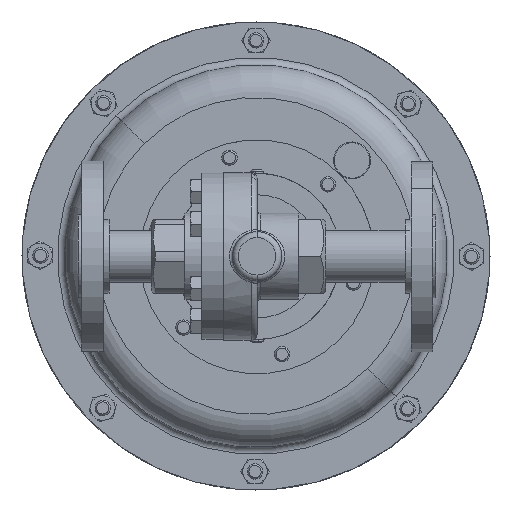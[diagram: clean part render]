
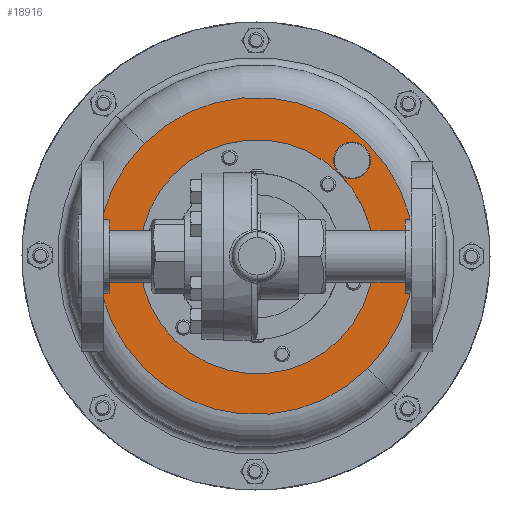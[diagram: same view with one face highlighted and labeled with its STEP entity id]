
A CAD part, front view. The second image highlights one B-rep face of the part: STEP entity #18916.
In plain terms, the highlighted planar face has unit normal (0, -1, 0).
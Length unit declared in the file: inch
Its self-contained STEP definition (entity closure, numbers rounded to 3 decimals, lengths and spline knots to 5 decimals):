
#57 = ORIENTED_EDGE ( 'NONE', *, *, #4892, .T. ) ;
#66 = VERTEX_POINT ( 'NONE', #4182 ) ;
#187 = VERTEX_POINT ( 'NONE', #9142 ) ;
#1735 = VERTEX_POINT ( 'NONE', #12135 ) ;
#1756 = CARTESIAN_POINT ( 'NONE',  ( 1.52775, 9.31137, 3.28705 ) ) ;
#2224 = DIRECTION ( 'NONE',  ( 0., 1., 0. ) ) ;
#2415 = CARTESIAN_POINT ( 'NONE',  ( 1.5439, 9.31137, 3.271 ) ) ;
#3071 = DIRECTION ( 'NONE',  ( 0., 1., 0. ) ) ;
#3158 = CIRCLE ( 'NONE', #11693, 2.375 ) ;
#3239 = AXIS2_PLACEMENT_3D ( 'NONE', #12036, #2224, #13668 ) ;
#3318 = ORIENTED_EDGE ( 'NONE', *, *, #4666, .T. ) ;
#3331 = EDGE_LOOP ( 'NONE', ( #5387, #15265, #5829, #3318, #7101, #57 ) ) ;
#3349 = VERTEX_POINT ( 'NONE', #15269 ) ;
#3370 = CARTESIAN_POINT ( 'NONE',  ( 3.70572, 9.31137, 4.93004 ) ) ;
#3404 = DIRECTION ( 'NONE',  ( -0.705, 0., 0.709 ) ) ;
#3928 = ORIENTED_EDGE ( 'NONE', *, *, #13283, .F. ) ;
#4074 = DIRECTION ( 'NONE',  ( -0.713, 0., 0.701 ) ) ;
#4182 = CARTESIAN_POINT ( 'NONE',  ( 3.79863, 9.31137, 1.00559 ) ) ;
#4508 = VERTEX_POINT ( 'NONE', #3370 ) ;
#4625 = VERTEX_POINT ( 'NONE', #20131 ) ;
#4666 = EDGE_CURVE ( 'NONE', #13266, #187, #3158, .T. ) ;
#4680 = CARTESIAN_POINT ( 'NONE',  ( 3.47681, 9.31137, 5.22707 ) ) ;
#4892 = EDGE_CURVE ( 'NONE', #1735, #6107, #4969, .T. ) ;
#4969 = CIRCLE ( 'NONE', #6794, 2.375 ) ;
#5305 = CARTESIAN_POINT ( 'NONE',  ( 1.52775, 9.31137, 3.28705 ) ) ;
#5349 = EDGE_CURVE ( 'NONE', #4508, #13266, #12350, .T. ) ;
#5387 = ORIENTED_EDGE ( 'NONE', *, *, #10412, .T. ) ;
#5829 = ORIENTED_EDGE ( 'NONE', *, *, #5349, .T. ) ;
#6107 = VERTEX_POINT ( 'NONE', #17330 ) ;
#6331 = DIRECTION ( 'NONE',  ( -0.61, 0., 0.792 ) ) ;
#6794 = AXIS2_PLACEMENT_3D ( 'NONE', #19414, #9667, #21059 ) ;
#6941 = DIRECTION ( 'NONE',  ( -0.705, 0., 0.709 ) ) ;
#7101 = ORIENTED_EDGE ( 'NONE', *, *, #8552, .T. ) ;
#8315 = DIRECTION ( 'NONE',  ( 0., 1., 0. ) ) ;
#8552 = EDGE_CURVE ( 'NONE', #187, #1735, #13720, .T. ) ;
#8820 = ORIENTED_EDGE ( 'NONE', *, *, #20292, .F. ) ;
#9142 = CARTESIAN_POINT ( 'NONE',  ( 3.23785, 9.31137, 1.60632 ) ) ;
#9667 = DIRECTION ( 'NONE',  ( 0., 1., 0. ) ) ;
#10412 = EDGE_CURVE ( 'NONE', #6107, #3349, #13413, .T. ) ;
#10481 = CARTESIAN_POINT ( 'NONE',  ( 3.80922, 9.31137, 5.55793 ) ) ;
#10832 = AXIS2_PLACEMENT_3D ( 'NONE', #1756, #13204, #3404 ) ;
#11080 = CIRCLE ( 'NONE', #18973, 0.375 ) ;
#11109 = FACE_OUTER_BOUND ( 'NONE', #12025, .T. ) ;
#11476 = EDGE_CURVE ( 'NONE', #3349, #4508, #11080, .T. ) ;
#11693 = AXIS2_PLACEMENT_3D ( 'NONE', #2415, #13861, #4074 ) ;
#12025 = EDGE_LOOP ( 'NONE', ( #8820, #3928 ) ) ;
#12036 = CARTESIAN_POINT ( 'NONE',  ( 1.5439, 9.31137, 3.271 ) ) ;
#12135 = CARTESIAN_POINT ( 'NONE',  ( -0.15005, 9.31137, 4.93568 ) ) ;
#12143 = DIRECTION ( 'NONE',  ( 0.705, 0., -0.709 ) ) ;
#12350 = CIRCLE ( 'NONE', #18533, 0.375 ) ;
#12821 = AXIS2_PLACEMENT_3D ( 'NONE', #18077, #8315, #19701 ) ;
#12880 = CARTESIAN_POINT ( 'NONE',  ( 3.47681, 9.31137, 5.22707 ) ) ;
#12960 = AXIS2_PLACEMENT_3D ( 'NONE', #5305, #16700, #6941 ) ;
#13204 = DIRECTION ( 'NONE',  ( 0., 1., 0. ) ) ;
#13266 = VERTEX_POINT ( 'NONE', #14763 ) ;
#13283 = EDGE_CURVE ( 'NONE', #66, #4625, #20706, .T. ) ;
#13360 = CIRCLE ( 'NONE', #12960, 3.219 ) ;
#13413 = CIRCLE ( 'NONE', #12821, 0.375 ) ;
#13668 = DIRECTION ( 'NONE',  ( -0.713, 0., 0.701 ) ) ;
#13720 = CIRCLE ( 'NONE', #3239, 2.375 ) ;
#13861 = DIRECTION ( 'NONE',  ( 0., 1., 0. ) ) ;
#14512 = DIRECTION ( 'NONE',  ( -0.61, 0., 0.792 ) ) ;
#14763 = CARTESIAN_POINT ( 'NONE',  ( 3.21646, 9.31137, 4.95718 ) ) ;
#15265 = ORIENTED_EDGE ( 'NONE', *, *, #11476, .T. ) ;
#15269 = CARTESIAN_POINT ( 'NONE',  ( 3.2479, 9.31137, 5.5241 ) ) ;
#15441 = FACE_BOUND ( 'NONE', #3331, .T. ) ;
#16082 = DIRECTION ( 'NONE',  ( 0., 1., 0. ) ) ;
#16700 = DIRECTION ( 'NONE',  ( 0., 1., 0. ) ) ;
#17330 = CARTESIAN_POINT ( 'NONE',  ( 3.21004, 9.31137, 4.96352 ) ) ;
#17813 = AXIS2_PLACEMENT_3D ( 'NONE', #10481, #20036, #12143 ) ;
#18077 = CARTESIAN_POINT ( 'NONE',  ( 3.47681, 9.31137, 5.22707 ) ) ;
#18533 = AXIS2_PLACEMENT_3D ( 'NONE', #12880, #3071, #14512 ) ;
#18916 = ADVANCED_FACE ( 'NONE', ( #11109, #15441 ), #20244, .T. ) ;
#18973 = AXIS2_PLACEMENT_3D ( 'NONE', #4680, #16082, #6331 ) ;
#19414 = CARTESIAN_POINT ( 'NONE',  ( 1.5439, 9.31137, 3.271 ) ) ;
#19701 = DIRECTION ( 'NONE',  ( -0.61, 0., 0.792 ) ) ;
#20036 = DIRECTION ( 'NONE',  ( 0., -1., 0. ) ) ;
#20131 = CARTESIAN_POINT ( 'NONE',  ( -0.74313, 9.31137, 5.56851 ) ) ;
#20244 = PLANE ( 'NONE',  #17813 ) ;
#20292 = EDGE_CURVE ( 'NONE', #4625, #66, #13360, .T. ) ;
#20706 = CIRCLE ( 'NONE', #10832, 3.219 ) ;
#21059 = DIRECTION ( 'NONE',  ( -0.713, 0., 0.701 ) ) ;
